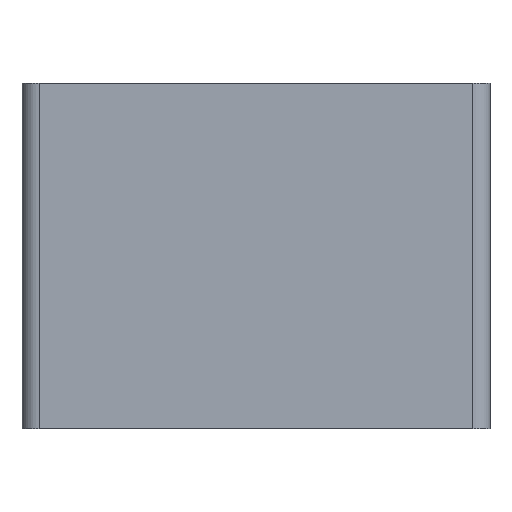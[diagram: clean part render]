
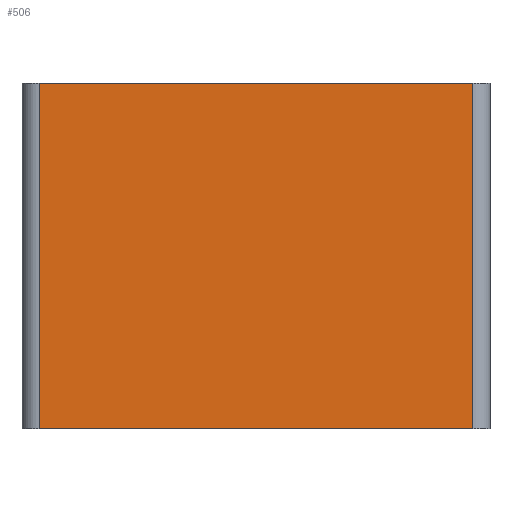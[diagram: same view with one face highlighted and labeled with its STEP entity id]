
A CAD part, top view. The second image highlights one B-rep face of the part: STEP entity #506.
In plain terms, the highlighted planar face has unit normal (0, 0, 1).
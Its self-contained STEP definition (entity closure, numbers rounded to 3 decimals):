
#345=CARTESIAN_POINT('',(125.5,-3.0,60.5));
#346=VERTEX_POINT('',#345);
#354=CARTESIAN_POINT('',(-125.5,-3.0,60.5));
#355=VERTEX_POINT('',#354);
#356=CARTESIAN_POINT('',(125.5,-3.0,60.5));
#357=DIRECTION('',(-1.0,0.0,0.0));
#358=VECTOR('',#357,251.0);
#359=LINE('',#356,#358);
#360=EDGE_CURVE('',#346,#355,#359,.T.);
#465=CARTESIAN_POINT('',(125.5,197.0,60.5));
#466=VERTEX_POINT('',#465);
#474=CARTESIAN_POINT('',(125.5,197.0,60.5));
#475=DIRECTION('',(0.0,-1.0,0.0));
#476=VECTOR('',#475,200.0);
#477=LINE('',#474,#476);
#478=EDGE_CURVE('',#466,#346,#477,.T.);
#483=CARTESIAN_POINT('',(-135.5,0.0,60.5));
#484=DIRECTION('',(0.0,0.0,1.0));
#485=DIRECTION('',(1.0,0.0,0.0));
#486=AXIS2_PLACEMENT_3D('',#483,#484,#485);
#487=PLANE('',#486);
#488=ORIENTED_EDGE('',*,*,#478,.F.);
#489=CARTESIAN_POINT('',(-125.5,197.0,60.5));
#490=VERTEX_POINT('',#489);
#491=CARTESIAN_POINT('',(-125.5,197.0,60.5));
#492=DIRECTION('',(1.0,0.0,0.0));
#493=VECTOR('',#492,251.0);
#494=LINE('',#491,#493);
#495=EDGE_CURVE('',#490,#466,#494,.T.);
#496=ORIENTED_EDGE('',*,*,#495,.F.);
#497=CARTESIAN_POINT('',(-125.5,-3.0,60.5));
#498=DIRECTION('',(0.0,1.0,0.0));
#499=VECTOR('',#498,200.0);
#500=LINE('',#497,#499);
#501=EDGE_CURVE('',#355,#490,#500,.T.);
#502=ORIENTED_EDGE('',*,*,#501,.F.);
#503=ORIENTED_EDGE('',*,*,#360,.F.);
#504=EDGE_LOOP('',(#488,#496,#502,#503));
#505=FACE_OUTER_BOUND('',#504,.T.);
#506=ADVANCED_FACE('',(#505),#487,.T.);
